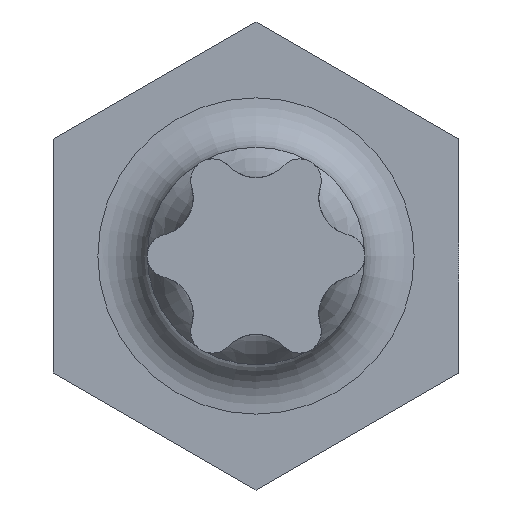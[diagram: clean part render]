
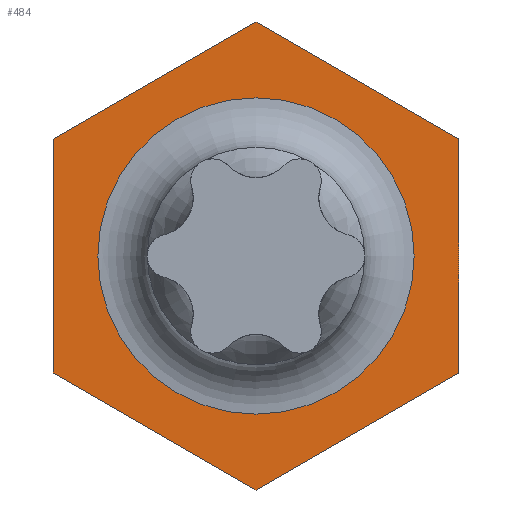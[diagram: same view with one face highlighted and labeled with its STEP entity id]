
A CAD part, front view. The second image highlights one B-rep face of the part: STEP entity #484.
In plain terms, the highlighted planar face has unit normal (0, -1, 0).
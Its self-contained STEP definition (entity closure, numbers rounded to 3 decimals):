
#51=LINE($,#703,#81);
#52=LINE($,#705,#82);
#53=LINE($,#707,#83);
#54=LINE($,#709,#84);
#55=LINE($,#711,#85);
#56=LINE($,#712,#86);
#81=VECTOR($,#574,4.734);
#82=VECTOR($,#575,4.734);
#83=VECTOR($,#576,4.734);
#84=VECTOR($,#577,4.734);
#85=VECTOR($,#578,4.734);
#86=VECTOR($,#579,4.734);
#111=PLANE($,#518);
#121=FACE_BOUND($,#155,.T.);
#124=FACE_OUTER_BOUND($,#154,.T.);
#154=EDGE_LOOP($,(#330,#331,#332,#333,#334,#335));
#155=EDGE_LOOP($,(#336));
#184=CIRCLE($,#516,3.2);
#204=VERTEX_POINT($,#696);
#206=VERTEX_POINT($,#701);
#207=VERTEX_POINT($,#702);
#208=VERTEX_POINT($,#704);
#209=VERTEX_POINT($,#706);
#210=VERTEX_POINT($,#708);
#211=VERTEX_POINT($,#710);
#254=EDGE_CURVE($,#204,#204,#184,.T.);
#256=EDGE_CURVE($,#206,#207,#51,.T.);
#257=EDGE_CURVE($,#207,#208,#52,.T.);
#258=EDGE_CURVE($,#208,#209,#53,.T.);
#259=EDGE_CURVE($,#209,#210,#54,.T.);
#260=EDGE_CURVE($,#210,#211,#55,.T.);
#261=EDGE_CURVE($,#211,#206,#56,.T.);
#330=ORIENTED_EDGE($,*,*,#256,.T.);
#331=ORIENTED_EDGE($,*,*,#257,.T.);
#332=ORIENTED_EDGE($,*,*,#258,.T.);
#333=ORIENTED_EDGE($,*,*,#259,.T.);
#334=ORIENTED_EDGE($,*,*,#260,.T.);
#335=ORIENTED_EDGE($,*,*,#261,.T.);
#336=ORIENTED_EDGE($,*,*,#254,.F.);
#484=ADVANCED_FACE($,(#124,#121),#111,.F.);
#516=AXIS2_PLACEMENT_3D($,#697,#568,#569);
#518=AXIS2_PLACEMENT_3D($,#700,#572,#573);
#568=DIRECTION('center_axis',(0.,-1.,0.));
#569=DIRECTION('ref_axis',(1.,0.,0.));
#572=DIRECTION('center_axis',(0.,1.,0.));
#573=DIRECTION('ref_axis',(0.,0.,1.));
#574=DIRECTION($,(0.,0.,1.));
#575=DIRECTION($,(-0.866,0.,0.5));
#576=DIRECTION($,(-0.866,0.,-0.5));
#577=DIRECTION($,(0.,0.,-1.));
#578=DIRECTION($,(0.866,0.,-0.5));
#579=DIRECTION($,(0.866,0.,0.5));
#696=CARTESIAN_POINT('',(-3.2,15.,0.));
#697=CARTESIAN_POINT('Origin',(0.,15.,0.));
#700=CARTESIAN_POINT('Origin',(0.,15.,0.));
#701=CARTESIAN_POINT('',(4.1,15.,-2.367));
#702=CARTESIAN_POINT('',(4.1,15.,2.367));
#703=CARTESIAN_POINT($,(4.1,15.,-2.367));
#704=CARTESIAN_POINT('',(0.,15.,4.734));
#705=CARTESIAN_POINT($,(4.1,15.,2.367));
#706=CARTESIAN_POINT('',(-4.1,15.,2.367));
#707=CARTESIAN_POINT($,(0.,15.,4.734));
#708=CARTESIAN_POINT('',(-4.1,15.,-2.367));
#709=CARTESIAN_POINT($,(-4.1,15.,2.367));
#710=CARTESIAN_POINT('',(0.,15.,-4.734));
#711=CARTESIAN_POINT($,(-4.1,15.,-2.367));
#712=CARTESIAN_POINT($,(0.,15.,-4.734));
